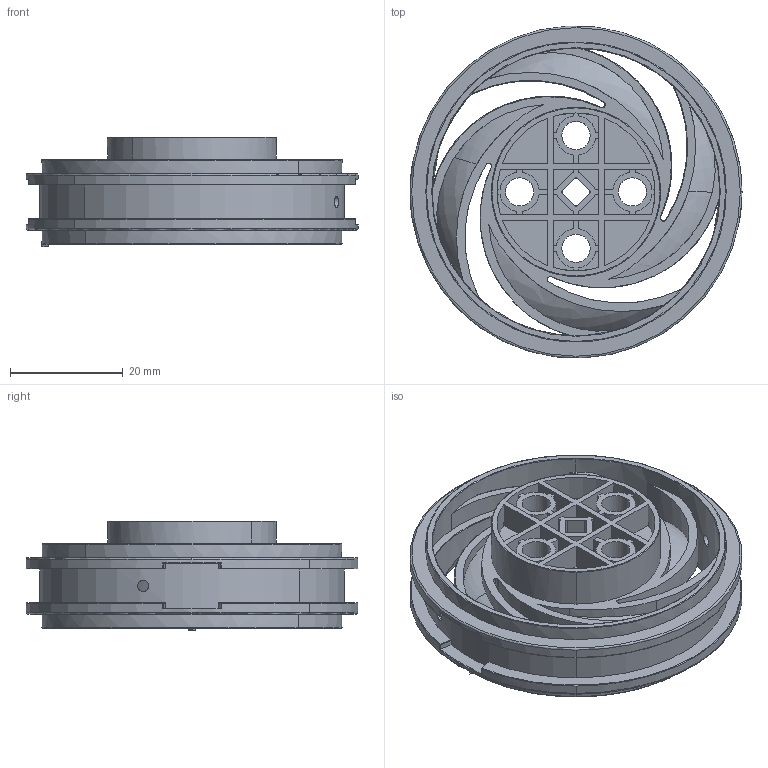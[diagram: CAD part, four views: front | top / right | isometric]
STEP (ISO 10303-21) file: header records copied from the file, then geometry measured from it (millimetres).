
FILE_DESCRIPTION (( 'STEP AP214' ), '1' );
FILE_NAME ('WHrM_final.STEP', '2019-08-15T13:17:12', ( '' ), ( '' ), 'SwSTEP 2.0', 'SolidWorks 2019', '' );
FILE_SCHEMA (( 'AUTOMOTIVE_DESIGN' ));
Length unit declared in the file: millimetre
Products named in the file (1): WHrM_final
Bounding box: 58.88 x 58.8 x 19.5 mm (x, y, z)
Volume: 11488.3 mm3; surface area: 16674.3 mm2
Topology: 1 solids, 1 shells, 596 faces, 1691 edges, 1111 vertices
Faces by surface type: cylinder 324, plane 200, torus 44, sphere 16, bspline 12
Entity records: 27838 total; most frequent: CARTESIAN_POINT 5309, DIRECTION 3489, ORIENTED_EDGE 3382, EDGE_CURVE 1691, AXIS2_PLACEMENT_3D 1329, VERTEX_POINT 1111, VECTOR 831, LINE 831
